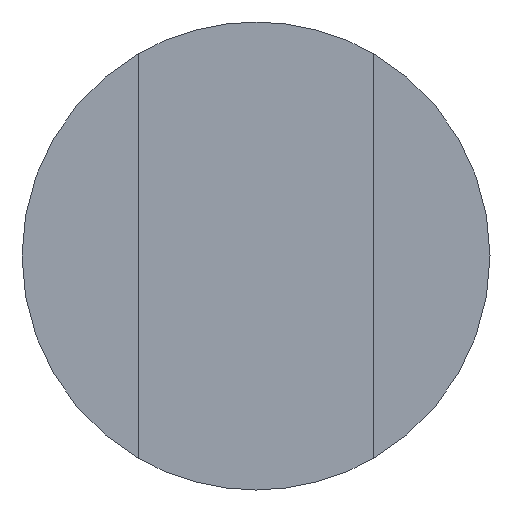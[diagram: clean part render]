
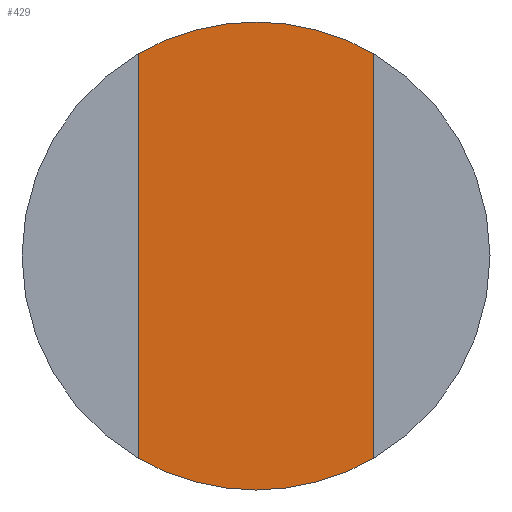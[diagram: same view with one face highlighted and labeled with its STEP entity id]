
A CAD part, left-side view. The second image highlights one B-rep face of the part: STEP entity #429.
In plain terms, the highlighted planar face has unit normal (-1, 0, 0).
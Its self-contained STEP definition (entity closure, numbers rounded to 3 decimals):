
#5 = ORIENTED_EDGE ( 'NONE', *, *, #272, .T. ) ;
#11 = EDGE_CURVE ( 'NONE', #403, #157, #65, .T. ) ;
#21 = AXIS2_PLACEMENT_3D ( 'NONE', #366, #206, #122 ) ;
#35 = CARTESIAN_POINT ( 'NONE',  ( 0., 0.75, 1.293 ) ) ;
#65 = LINE ( 'NONE', #258, #536 ) ;
#72 = VERTEX_POINT ( 'NONE', #168 ) ;
#76 = CARTESIAN_POINT ( 'NONE',  ( 0., 0., 1.495 ) ) ;
#82 = DIRECTION ( 'NONE',  ( 0., 0., -1. ) ) ;
#86 = EDGE_CURVE ( 'NONE', #310, #157, #503, .T. ) ;
#117 = DIRECTION ( 'NONE',  ( 1., 0., 0. ) ) ;
#122 = DIRECTION ( 'NONE',  ( 0., 0., -1. ) ) ;
#137 = DIRECTION ( 'NONE',  ( 0., 0., -1. ) ) ;
#139 = PLANE ( 'NONE',  #367 ) ;
#142 = DIRECTION ( 'NONE',  ( 1., 0., 0. ) ) ;
#157 = VERTEX_POINT ( 'NONE', #432 ) ;
#161 = ORIENTED_EDGE ( 'NONE', *, *, #284, .F. ) ;
#168 = CARTESIAN_POINT ( 'NONE',  ( 0., 0., -1.495 ) ) ;
#179 = DIRECTION ( 'NONE',  ( 1., 0., 0. ) ) ;
#193 = VECTOR ( 'NONE', #82, 1000. ) ;
#205 = EDGE_LOOP ( 'NONE', ( #353, #5, #161, #406, #519, #283 ) ) ;
#206 = DIRECTION ( 'NONE',  ( 1., 0., 0. ) ) ;
#210 = DIRECTION ( 'NONE',  ( 0., 0., -1. ) ) ;
#222 = CARTESIAN_POINT ( 'NONE',  ( 0., 0., 0. ) ) ;
#258 = CARTESIAN_POINT ( 'NONE',  ( 0., -0.75, 0. ) ) ;
#266 = CIRCLE ( 'NONE', #492, 1.495 ) ;
#270 = DIRECTION ( 'NONE',  ( 1., 0., 0. ) ) ;
#272 = EDGE_CURVE ( 'NONE', #544, #336, #401, .T. ) ;
#283 = ORIENTED_EDGE ( 'NONE', *, *, #86, .F. ) ;
#284 = EDGE_CURVE ( 'NONE', #72, #336, #405, .T. ) ;
#294 = FACE_OUTER_BOUND ( 'NONE', #205, .T. ) ;
#309 = DIRECTION ( 'NONE',  ( 0., 0., -1. ) ) ;
#310 = VERTEX_POINT ( 'NONE', #76 ) ;
#315 = AXIS2_PLACEMENT_3D ( 'NONE', #222, #270, #137 ) ;
#328 = CARTESIAN_POINT ( 'NONE',  ( 0., -0.75, -1.293 ) ) ;
#336 = VERTEX_POINT ( 'NONE', #547 ) ;
#353 = ORIENTED_EDGE ( 'NONE', *, *, #461, .F. ) ;
#366 = CARTESIAN_POINT ( 'NONE',  ( 0., 0., 0. ) ) ;
#367 = AXIS2_PLACEMENT_3D ( 'NONE', #392, #142, #478 ) ;
#392 = CARTESIAN_POINT ( 'NONE',  ( 0., 0., 0. ) ) ;
#401 = LINE ( 'NONE', #35, #193 ) ;
#403 = VERTEX_POINT ( 'NONE', #328 ) ;
#405 = CIRCLE ( 'NONE', #21, 1.495 ) ;
#406 = ORIENTED_EDGE ( 'NONE', *, *, #531, .F. ) ;
#426 = DIRECTION ( 'NONE',  ( 0., 0., 1. ) ) ;
#429 = ADVANCED_FACE ( 'NONE', ( #294 ), #139, .F. ) ;
#432 = CARTESIAN_POINT ( 'NONE',  ( 0., -0.75, 1.293 ) ) ;
#461 = EDGE_CURVE ( 'NONE', #544, #310, #266, .T. ) ;
#478 = DIRECTION ( 'NONE',  ( 0., 0., -1. ) ) ;
#484 = CARTESIAN_POINT ( 'NONE',  ( 0., 0., 0. ) ) ;
#492 = AXIS2_PLACEMENT_3D ( 'NONE', #484, #179, #309 ) ;
#493 = CIRCLE ( 'NONE', #496, 1.495 ) ;
#496 = AXIS2_PLACEMENT_3D ( 'NONE', #502, #117, #210 ) ;
#502 = CARTESIAN_POINT ( 'NONE',  ( 0., 0., 0. ) ) ;
#503 = CIRCLE ( 'NONE', #315, 1.495 ) ;
#519 = ORIENTED_EDGE ( 'NONE', *, *, #11, .T. ) ;
#531 = EDGE_CURVE ( 'NONE', #403, #72, #493, .T. ) ;
#536 = VECTOR ( 'NONE', #426, 1000. ) ;
#544 = VERTEX_POINT ( 'NONE', #556 ) ;
#547 = CARTESIAN_POINT ( 'NONE',  ( 0., 0.75, -1.293 ) ) ;
#556 = CARTESIAN_POINT ( 'NONE',  ( 0., 0.75, 1.293 ) ) ;
